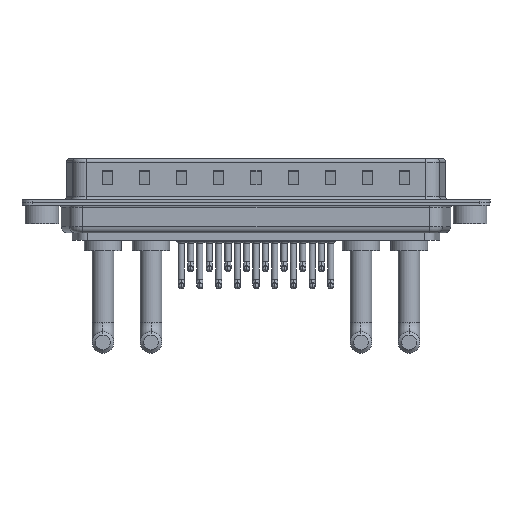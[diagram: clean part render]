
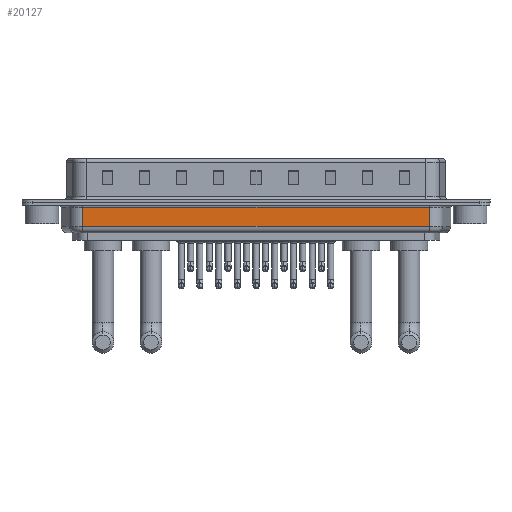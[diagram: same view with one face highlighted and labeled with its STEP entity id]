
A CAD part, front view. The second image highlights one B-rep face of the part: STEP entity #20127.
In plain terms, the highlighted planar face has unit normal (0, -1, 0).
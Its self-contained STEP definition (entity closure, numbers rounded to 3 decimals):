
#486 = EDGE_CURVE ( 'NONE', #14441, #21406, #4265, .T. ) ;
#1435 = CARTESIAN_POINT ( 'NONE',  ( 57.469, -5.35, -0.65 ) ) ;
#1732 = VERTEX_POINT ( 'NONE', #22300 ) ;
#1851 = LINE ( 'NONE', #14705, #7422 ) ;
#3868 = CARTESIAN_POINT ( 'NONE',  ( 57.469, -5.35, -4.5 ) ) ;
#4077 = FACE_OUTER_BOUND ( 'NONE', #4892, .T. ) ;
#4265 = LINE ( 'NONE', #3868, #23074 ) ;
#4335 = CARTESIAN_POINT ( 'NONE',  ( 57.469, -5.35, -3.5 ) ) ;
#4745 = EDGE_CURVE ( 'NONE', #21406, #1732, #7101, .T. ) ;
#4892 = EDGE_LOOP ( 'NONE', ( #7175, #15273, #10646, #10454 ) ) ;
#4958 = LINE ( 'NONE', #19454, #6006 ) ;
#5968 = CARTESIAN_POINT ( 'NONE',  ( 6.031, -5.35, -3.5 ) ) ;
#6006 = VECTOR ( 'NONE', #13225, 1000. ) ;
#7101 = LINE ( 'NONE', #9543, #14282 ) ;
#7175 = ORIENTED_EDGE ( 'NONE', *, *, #25711, .F. ) ;
#7422 = VECTOR ( 'NONE', #24757, 1000. ) ;
#8123 = CARTESIAN_POINT ( 'NONE',  ( 6.031, -5.35, -4.5 ) ) ;
#8395 = DIRECTION ( 'NONE',  ( 0., 1., 0. ) ) ;
#8939 = AXIS2_PLACEMENT_3D ( 'NONE', #8123, #8395, #14231 ) ;
#9543 = CARTESIAN_POINT ( 'NONE',  ( 6.031, -5.35, -0.65 ) ) ;
#9676 = DIRECTION ( 'NONE',  ( -1., 0., 0. ) ) ;
#10227 = DIRECTION ( 'NONE',  ( 0., 0., 1. ) ) ;
#10454 = ORIENTED_EDGE ( 'NONE', *, *, #4745, .T. ) ;
#10646 = ORIENTED_EDGE ( 'NONE', *, *, #486, .T. ) ;
#12772 = VERTEX_POINT ( 'NONE', #5968 ) ;
#13225 = DIRECTION ( 'NONE',  ( 1., 0., 0. ) ) ;
#14231 = DIRECTION ( 'NONE',  ( -1., 0., 0. ) ) ;
#14282 = VECTOR ( 'NONE', #9676, 1000. ) ;
#14441 = VERTEX_POINT ( 'NONE', #4335 ) ;
#14705 = CARTESIAN_POINT ( 'NONE',  ( 6.031, -5.35, -4.5 ) ) ;
#15273 = ORIENTED_EDGE ( 'NONE', *, *, #22693, .T. ) ;
#19454 = CARTESIAN_POINT ( 'NONE',  ( 6.031, -5.35, -3.5 ) ) ;
#20127 = ADVANCED_FACE ( 'NONE', ( #4077 ), #20340, .F. ) ;
#20340 = PLANE ( 'NONE',  #8939 ) ;
#21406 = VERTEX_POINT ( 'NONE', #1435 ) ;
#22300 = CARTESIAN_POINT ( 'NONE',  ( 6.031, -5.35, -0.65 ) ) ;
#22693 = EDGE_CURVE ( 'NONE', #12772, #14441, #4958, .T. ) ;
#23074 = VECTOR ( 'NONE', #10227, 1000. ) ;
#24757 = DIRECTION ( 'NONE',  ( 0., 0., 1. ) ) ;
#25711 = EDGE_CURVE ( 'NONE', #12772, #1732, #1851, .T. ) ;
